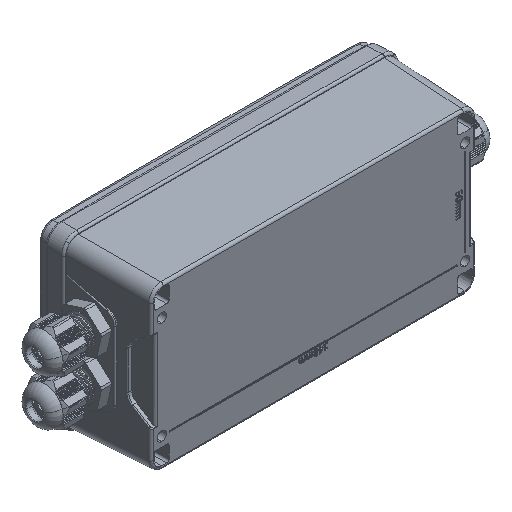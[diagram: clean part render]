
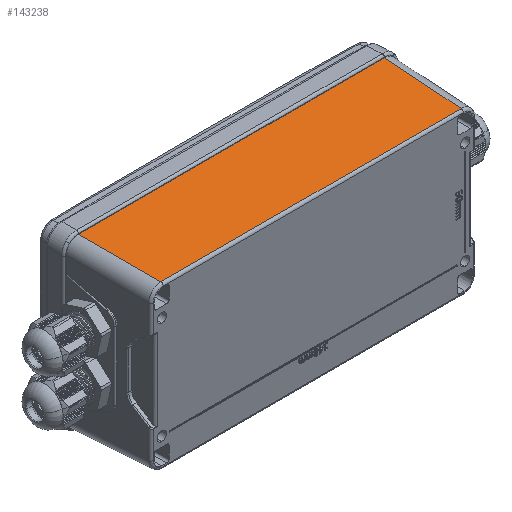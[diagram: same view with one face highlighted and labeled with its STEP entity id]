
A CAD part, isometric view. The second image highlights one B-rep face of the part: STEP entity #143238.
In plain terms, the highlighted planar face has unit normal (0, -0.035, 0.999).
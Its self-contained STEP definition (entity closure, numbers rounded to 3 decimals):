
#34 = ORIENTED_EDGE ( 'NONE', *, *, #73061, .T. ) ;
#1129 = DIRECTION ( 'NONE',  ( -0.035, -0.999, -0.035 ) ) ;
#5180 = EDGE_CURVE ( 'NONE', #105275, #139862, #84978, .T. ) ;
#6486 = EDGE_CURVE ( 'NONE', #80279, #139862, #143312, .T. ) ;
#14849 = CARTESIAN_POINT ( 'NONE',  ( 74.629, 40., 40.625 ) ) ;
#23491 = DIRECTION ( 'NONE',  ( 0., -0.999, -0.035 ) ) ;
#23610 = CARTESIAN_POINT ( 'NONE',  ( -73.272, 1.158, 39.269 ) ) ;
#24183 = DIRECTION ( 'NONE',  ( 0.035, -0.999, -0.035 ) ) ;
#30044 = ORIENTED_EDGE ( 'NONE', *, *, #5180, .F. ) ;
#39810 = FACE_OUTER_BOUND ( 'NONE', #104719, .T. ) ;
#45943 = PLANE ( 'NONE',  #104144 ) ;
#47938 = CARTESIAN_POINT ( 'NONE',  ( 73.272, 1.158, 39.269 ) ) ;
#48738 = CARTESIAN_POINT ( 'NONE',  ( 74.537, 37.378, 40.533 ) ) ;
#49212 = LINE ( 'NONE', #110547, #140756 ) ;
#51933 = EDGE_CURVE ( 'NONE', #105962, #105275, #63918, .T. ) ;
#59942 = CARTESIAN_POINT ( 'NONE',  ( -74.629, 40., 40.625 ) ) ;
#63918 = LINE ( 'NONE', #48738, #104977 ) ;
#70580 = CARTESIAN_POINT ( 'NONE',  ( -74.629, 40., 40.625 ) ) ;
#73061 = EDGE_CURVE ( 'NONE', #105962, #80279, #49212, .T. ) ;
#80042 = CARTESIAN_POINT ( 'NONE',  ( -80.625, 1.158, 39.269 ) ) ;
#80279 = VERTEX_POINT ( 'NONE', #59942 ) ;
#82515 = ORIENTED_EDGE ( 'NONE', *, *, #6486, .T. ) ;
#83631 = DIRECTION ( 'NONE',  ( -1., 0., 0. ) ) ;
#84978 = LINE ( 'NONE', #80042, #154079 ) ;
#97504 = DIRECTION ( 'NONE',  ( -1., 0., 0. ) ) ;
#104144 = AXIS2_PLACEMENT_3D ( 'NONE', #153972, #143072, #23491 ) ;
#104719 = EDGE_LOOP ( 'NONE', ( #120712, #34, #82515, #30044 ) ) ;
#104977 = VECTOR ( 'NONE', #1129, 1000. ) ;
#105275 = VERTEX_POINT ( 'NONE', #47938 ) ;
#105962 = VERTEX_POINT ( 'NONE', #14849 ) ;
#110547 = CARTESIAN_POINT ( 'NONE',  ( -80.625, 40., 40.625 ) ) ;
#120712 = ORIENTED_EDGE ( 'NONE', *, *, #51933, .F. ) ;
#128456 = VECTOR ( 'NONE', #24183, 1000. ) ;
#139862 = VERTEX_POINT ( 'NONE', #23610 ) ;
#140756 = VECTOR ( 'NONE', #97504, 1000. ) ;
#143072 = DIRECTION ( 'NONE',  ( 0., -0.035, 0.999 ) ) ;
#143238 = ADVANCED_FACE ( 'NONE', ( #39810 ), #45943, .T. ) ;
#143312 = LINE ( 'NONE', #70580, #128456 ) ;
#153972 = CARTESIAN_POINT ( 'NONE',  ( -80.625, 40., 40.625 ) ) ;
#154079 = VECTOR ( 'NONE', #83631, 1000. ) ;
